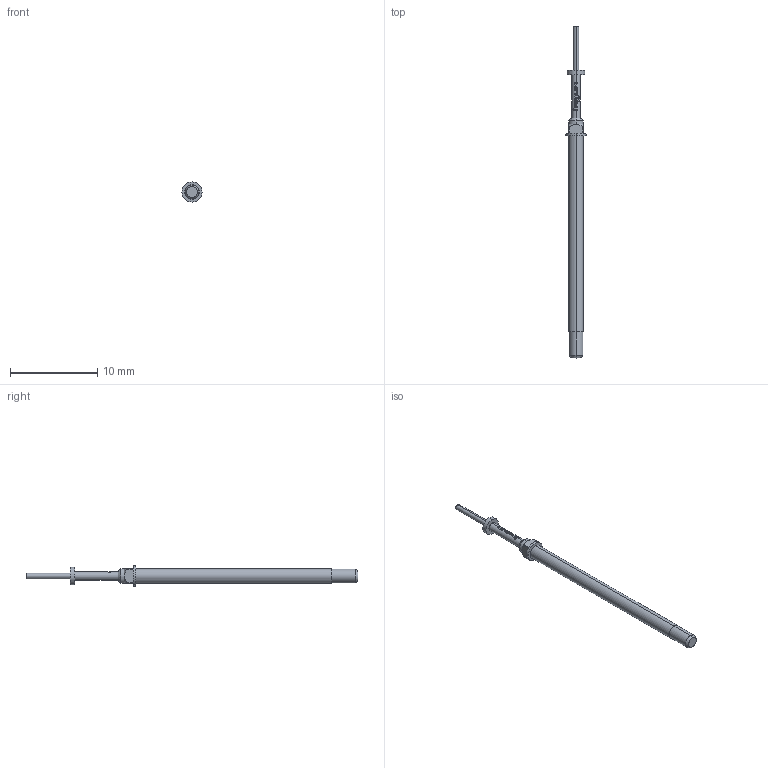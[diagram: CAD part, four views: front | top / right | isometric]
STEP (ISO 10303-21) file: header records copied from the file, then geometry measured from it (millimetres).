
FILE_DESCRIPTION (( 'STEP AP203' ), '1' );
FILE_NAME ('INGUN_T-112_302_064_508_200Axx02M.STEP', '2023-09-27T07:04:07', ( '' ), ( '' ), 'SwSTEP 2.0', 'SolidWorks 2021', '' );
FILE_SCHEMA (( 'CONFIG_CONTROL_DESIGN' ));
Length unit declared in the file: millimetre
Products named in the file (1): INGUN_T-112_302_064_508_200Axx02M
Bounding box: 2.3 x 38.08 x 2.3 mm (x, y, z)
Volume: 66.6 mm3; surface area: 184.3 mm2
Topology: 1 solids, 1 shells, 118 faces, 320 edges, 210 vertices
Faces by surface type: plane 55, cylinder 33, bspline 22, cone 8
Entity records: 4105 total; most frequent: CARTESIAN_POINT 1189, ORIENTED_EDGE 640, DIRECTION 538, EDGE_CURVE 320, AXIS2_PLACEMENT_3D 215, VERTEX_POINT 210, EDGE_LOOP 124, ADVANCED_FACE 118
